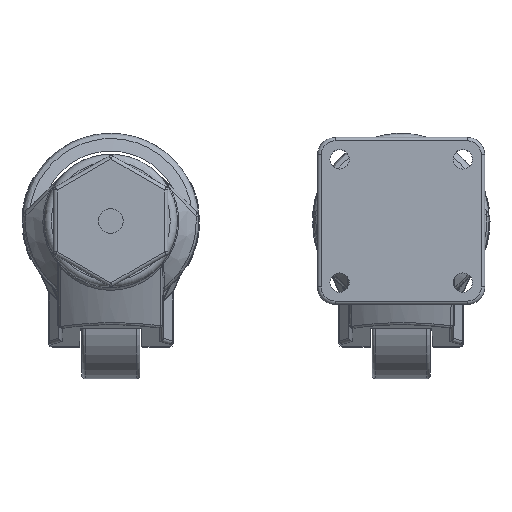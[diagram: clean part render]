
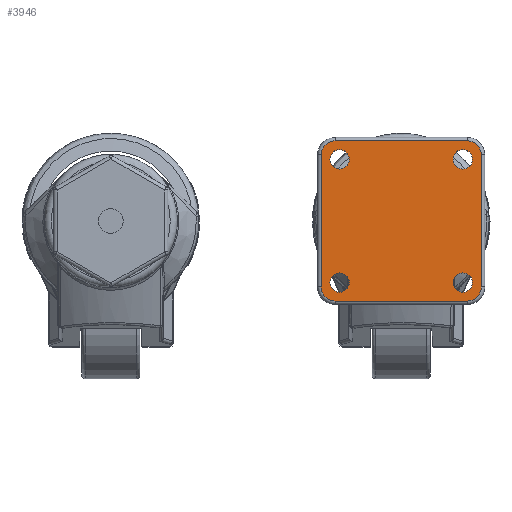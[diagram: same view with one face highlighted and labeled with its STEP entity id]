
A CAD part, top view. The second image highlights one B-rep face of the part: STEP entity #3946.
In plain terms, the highlighted planar face has unit normal (0, 0, 1).
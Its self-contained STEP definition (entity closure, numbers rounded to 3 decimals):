
#833=LINE('',#30254,#1567);
#834=LINE('',#30259,#1568);
#835=LINE('',#30263,#1569);
#836=LINE('',#30267,#1570);
#1567=VECTOR('',#19435,1.);
#1568=VECTOR('',#19438,1.);
#1569=VECTOR('',#19441,1.);
#1570=VECTOR('',#19444,1.);
#3389=PLANE('',#17271);
#3946=ADVANCED_FACE('',(#4693,#4694,#4695,#4696,#4697),#3389,.T.);
#4693=FACE_BOUND('',#5250,.T.);
#4694=FACE_BOUND('',#5251,.T.);
#4695=FACE_BOUND('',#5252,.T.);
#4696=FACE_BOUND('',#5253,.T.);
#4697=FACE_BOUND('',#5254,.T.);
#5250=EDGE_LOOP('',(#9284,#9285,#9286,#9287,#9288,#9289,#9290,#9291));
#5251=EDGE_LOOP('',(#9292));
#5252=EDGE_LOOP('',(#9293));
#5253=EDGE_LOOP('',(#9294));
#5254=EDGE_LOOP('',(#9295));
#9284=ORIENTED_EDGE('',*,*,#14740,.T.);
#9285=ORIENTED_EDGE('',*,*,#14741,.T.);
#9286=ORIENTED_EDGE('',*,*,#14742,.T.);
#9287=ORIENTED_EDGE('',*,*,#14743,.T.);
#9288=ORIENTED_EDGE('',*,*,#14744,.T.);
#9289=ORIENTED_EDGE('',*,*,#14745,.T.);
#9290=ORIENTED_EDGE('',*,*,#14746,.T.);
#9291=ORIENTED_EDGE('',*,*,#14747,.T.);
#9292=ORIENTED_EDGE('',*,*,#14748,.T.);
#9293=ORIENTED_EDGE('',*,*,#14749,.T.);
#9294=ORIENTED_EDGE('',*,*,#14750,.T.);
#9295=ORIENTED_EDGE('',*,*,#14751,.T.);
#12838=VERTEX_POINT('',#30255);
#12839=VERTEX_POINT('',#30256);
#12840=VERTEX_POINT('',#30258);
#12841=VERTEX_POINT('',#30260);
#12842=VERTEX_POINT('',#30262);
#12843=VERTEX_POINT('',#30264);
#12844=VERTEX_POINT('',#30266);
#12845=VERTEX_POINT('',#30268);
#12846=VERTEX_POINT('',#30271);
#12847=VERTEX_POINT('',#30273);
#12848=VERTEX_POINT('',#30275);
#12849=VERTEX_POINT('',#30277);
#14740=EDGE_CURVE('',#12838,#12839,#833,.T.);
#14741=EDGE_CURVE('',#12839,#12840,#16382,.T.);
#14742=EDGE_CURVE('',#12840,#12841,#834,.T.);
#14743=EDGE_CURVE('',#12841,#12842,#16383,.T.);
#14744=EDGE_CURVE('',#12842,#12843,#835,.T.);
#14745=EDGE_CURVE('',#12843,#12844,#16384,.T.);
#14746=EDGE_CURVE('',#12844,#12845,#836,.T.);
#14747=EDGE_CURVE('',#12845,#12838,#16385,.T.);
#14748=EDGE_CURVE('',#12846,#12846,#16386,.T.);
#14749=EDGE_CURVE('',#12847,#12847,#16387,.T.);
#14750=EDGE_CURVE('',#12848,#12848,#16388,.T.);
#14751=EDGE_CURVE('',#12849,#12849,#16389,.T.);
#16382=CIRCLE('',#17263,8.);
#16383=CIRCLE('',#17264,8.);
#16384=CIRCLE('',#17265,8.);
#16385=CIRCLE('',#17266,8.);
#16386=CIRCLE('',#17267,5.5);
#16387=CIRCLE('',#17268,5.5);
#16388=CIRCLE('',#17269,5.5);
#16389=CIRCLE('',#17270,5.5);
#17263=AXIS2_PLACEMENT_3D('',#30257,#19436,#19437);
#17264=AXIS2_PLACEMENT_3D('',#30261,#19439,#19440);
#17265=AXIS2_PLACEMENT_3D('',#30265,#19442,#19443);
#17266=AXIS2_PLACEMENT_3D('',#30269,#19445,#19446);
#17267=AXIS2_PLACEMENT_3D('',#30270,#19447,#19448);
#17268=AXIS2_PLACEMENT_3D('',#30272,#19449,#19450);
#17269=AXIS2_PLACEMENT_3D('',#30274,#19451,#19452);
#17270=AXIS2_PLACEMENT_3D('',#30276,#19453,#19454);
#17271=AXIS2_PLACEMENT_3D('',#30278,#19455,#19456);
#19435=DIRECTION('',(1.,0.,0.));
#19436=DIRECTION('',(0.,0.,1.));
#19437=DIRECTION('',(1.,0.,0.));
#19438=DIRECTION('',(0.,1.,0.));
#19439=DIRECTION('',(0.,0.,1.));
#19440=DIRECTION('',(1.,0.,0.));
#19441=DIRECTION('',(-1.,0.,0.));
#19442=DIRECTION('',(0.,0.,1.));
#19443=DIRECTION('',(1.,0.,0.));
#19444=DIRECTION('',(0.,-1.,0.));
#19445=DIRECTION('',(0.,0.,1.));
#19446=DIRECTION('',(1.,0.,0.));
#19447=DIRECTION('',(0.,0.,-1.));
#19448=DIRECTION('',(1.,0.,0.));
#19449=DIRECTION('',(0.,0.,-1.));
#19450=DIRECTION('',(1.,0.,0.));
#19451=DIRECTION('',(0.,0.,-1.));
#19452=DIRECTION('',(1.,0.,0.));
#19453=DIRECTION('',(0.,0.,-1.));
#19454=DIRECTION('',(1.,0.,0.));
#19455=DIRECTION('',(0.,0.,1.));
#19456=DIRECTION('',(1.,0.,0.));
#30254=CARTESIAN_POINT('',(164.896,48.893,192.48));
#30255=CARTESIAN_POINT('',(89.896,48.893,192.48));
#30256=CARTESIAN_POINT('',(164.896,48.893,192.48));
#30257=CARTESIAN_POINT('',(164.896,56.893,192.48));
#30258=CARTESIAN_POINT('',(172.896,56.893,192.48));
#30259=CARTESIAN_POINT('',(172.896,94.393,192.48));
#30260=CARTESIAN_POINT('',(172.896,131.893,192.48));
#30261=CARTESIAN_POINT('',(164.896,131.893,192.48));
#30262=CARTESIAN_POINT('',(164.896,139.893,192.48));
#30263=CARTESIAN_POINT('',(54.608,139.893,192.48));
#30264=CARTESIAN_POINT('',(89.896,139.893,192.48));
#30265=CARTESIAN_POINT('',(89.896,131.893,192.48));
#30266=CARTESIAN_POINT('',(81.896,131.893,192.48));
#30267=CARTESIAN_POINT('',(81.896,94.393,192.48));
#30268=CARTESIAN_POINT('',(81.896,56.893,192.48));
#30269=CARTESIAN_POINT('',(89.896,56.893,192.48));
#30270=CARTESIAN_POINT('',(92.396,59.393,192.48));
#30271=CARTESIAN_POINT('',(97.896,59.393,192.48));
#30272=CARTESIAN_POINT('',(92.396,129.393,192.48));
#30273=CARTESIAN_POINT('',(97.896,129.393,192.48));
#30274=CARTESIAN_POINT('',(162.396,129.393,192.48));
#30275=CARTESIAN_POINT('',(167.896,129.393,192.48));
#30276=CARTESIAN_POINT('',(162.396,59.393,192.48));
#30277=CARTESIAN_POINT('',(167.896,59.393,192.48));
#30278=CARTESIAN_POINT('',(54.608,94.393,192.48));
